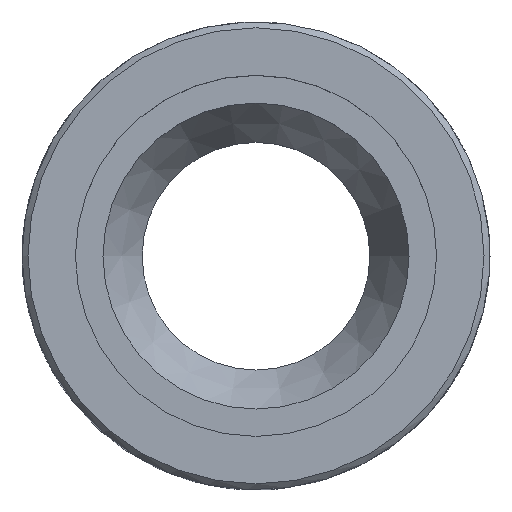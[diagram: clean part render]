
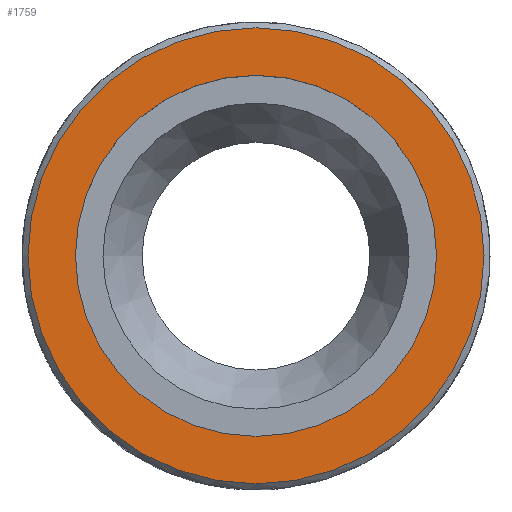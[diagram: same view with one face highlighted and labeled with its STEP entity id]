
A CAD part, top view. The second image highlights one B-rep face of the part: STEP entity #1759.
In plain terms, the highlighted planar face has unit normal (0, 0, 1).
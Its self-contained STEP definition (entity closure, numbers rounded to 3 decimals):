
#542=ORIENTED_EDGE('',*,*,#739,.T.);
#543=ORIENTED_EDGE('',*,*,#740,.F.);
#739=EDGE_CURVE('',#852,#852,#927,.T.);
#740=EDGE_CURVE('',#853,#853,#928,.T.);
#852=VERTEX_POINT('',#2724);
#853=VERTEX_POINT('',#2726);
#927=CIRCLE('',#1914,24.188);
#928=CIRCLE('',#1915,30.55);
#1006=EDGE_LOOP('',(#542));
#1007=EDGE_LOOP('',(#543));
#1098=FACE_BOUND('',#1006,.T.);
#1099=FACE_BOUND('',#1007,.T.);
#1151=PLANE('',#1913);
#1759=ADVANCED_FACE('',(#1098,#1099),#1151,.F.);
#1913=AXIS2_PLACEMENT_3D('',#2722,#2287,#2288);
#1914=AXIS2_PLACEMENT_3D('',#2723,#2289,#2290);
#1915=AXIS2_PLACEMENT_3D('',#2725,#2291,#2292);
#2287=DIRECTION('',(0.,0.,-1.));
#2288=DIRECTION('',(-1.,0.,0.));
#2289=DIRECTION('',(0.,0.,-1.));
#2290=DIRECTION('',(1.,0.,0.));
#2291=DIRECTION('',(0.,0.,-1.));
#2292=DIRECTION('',(-1.,0.,0.));
#2722=CARTESIAN_POINT('',(31.35,0.,30.5));
#2723=CARTESIAN_POINT('',(0.,0.,30.5));
#2724=CARTESIAN_POINT('',(24.188,0.,30.5));
#2725=CARTESIAN_POINT('',(0.,0.,30.5));
#2726=CARTESIAN_POINT('',(-30.55,0.,30.5));
